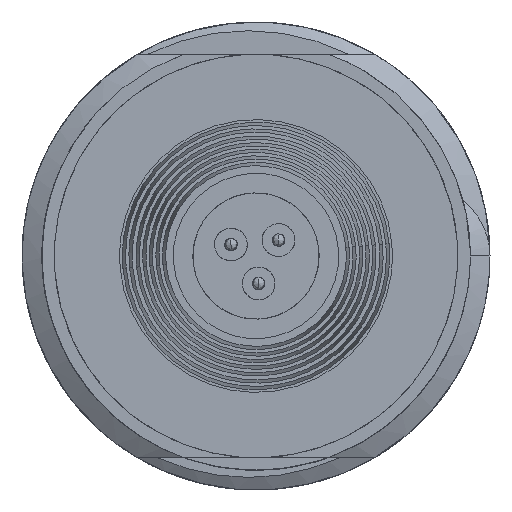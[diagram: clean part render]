
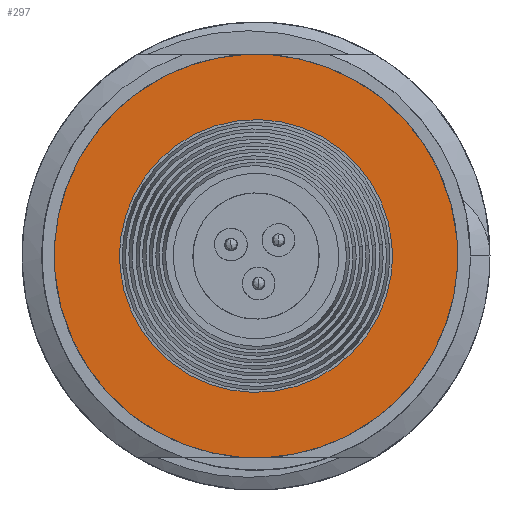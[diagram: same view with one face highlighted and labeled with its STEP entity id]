
A CAD part, front view. The second image highlights one B-rep face of the part: STEP entity #297.
In plain terms, the highlighted free-form (B-spline) face has degree [1, 1] with [2, 2] control points.
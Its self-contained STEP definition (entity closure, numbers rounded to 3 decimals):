
#115=CARTESIAN_POINT('',(-8.,67.8,0.));
#116=VERTEX_POINT('',#115);
#124=CARTESIAN_POINT('',(8.,67.8,0.));
#125=VERTEX_POINT('',#124);
#126=CARTESIAN_POINT('',(8.,67.8,0.));
#127=CARTESIAN_POINT('',(8.,67.8,-8.));
#128=CARTESIAN_POINT('',(0.,67.8,-8.));
#129=CARTESIAN_POINT('',(-8.,67.8,-8.));
#130=CARTESIAN_POINT('',(-8.,67.8,0.));
#131=(BOUNDED_CURVE()B_SPLINE_CURVE(2,(#126,#127,#128,#129,#130),.UNSPECIFIED.,.F.,.U.)B_SPLINE_CURVE_WITH_KNOTS((3,2,3),(0.,0.5,1.),.UNSPECIFIED.)CURVE()GEOMETRIC_REPRESENTATION_ITEM()RATIONAL_B_SPLINE_CURVE((1.,0.707,1.,0.707,1.))REPRESENTATION_ITEM(''));
#132=EDGE_CURVE('',#125,#116,#131,.T.);
#231=CARTESIAN_POINT('',(-8.,67.8,0.));
#232=CARTESIAN_POINT('',(-8.,67.8,8.));
#233=CARTESIAN_POINT('',(0.,67.8,8.));
#234=CARTESIAN_POINT('',(8.,67.8,8.));
#235=CARTESIAN_POINT('',(8.,67.8,0.));
#236=(BOUNDED_CURVE()B_SPLINE_CURVE(2,(#231,#232,#233,#234,#235),.UNSPECIFIED.,.F.,.U.)B_SPLINE_CURVE_WITH_KNOTS((3,2,3),(0.,0.5,1.),.UNSPECIFIED.)CURVE()GEOMETRIC_REPRESENTATION_ITEM()RATIONAL_B_SPLINE_CURVE((1.,0.707,1.,0.707,1.))REPRESENTATION_ITEM(''));
#237=EDGE_CURVE('',#116,#125,#236,.T.);
#242=CARTESIAN_POINT('',(-8.32,67.8,8.32));
#243=CARTESIAN_POINT('',(-8.32,67.8,-8.32));
#244=CARTESIAN_POINT('',(8.32,67.8,8.32));
#245=CARTESIAN_POINT('',(8.32,67.8,-8.32));
#246=B_SPLINE_SURFACE_WITH_KNOTS('',1,1,((#242,#243),(#244,#245)),.UNSPECIFIED.,.F.,.F.,.U.,(2,2),(2,2),(-8.32,8.32),(-8.32,8.32),.UNSPECIFIED.);
#247=ORIENTED_EDGE('',*,*,#237,.T.);
#248=ORIENTED_EDGE('',*,*,#132,.T.);
#249=EDGE_LOOP('',(#247,#248));
#250=FACE_OUTER_BOUND('',#249,.T.);
#251=CARTESIAN_POINT('',(5.41,67.8,0.));
#252=VERTEX_POINT('',#251);
#253=CARTESIAN_POINT('',(-5.41,67.8,0.));
#254=VERTEX_POINT('',#253);
#255=CARTESIAN_POINT('',(5.41,67.8,0.));
#256=CARTESIAN_POINT('',(5.409,67.8,-0.411));
#257=CARTESIAN_POINT('',(5.319,67.8,-1.211));
#258=CARTESIAN_POINT('',(4.915,67.8,-2.368));
#259=CARTESIAN_POINT('',(4.265,67.8,-3.401));
#260=CARTESIAN_POINT('',(3.401,67.8,-4.265));
#261=CARTESIAN_POINT('',(2.367,67.8,-4.915));
#262=CARTESIAN_POINT('',(1.214,67.8,-5.319));
#263=CARTESIAN_POINT('',(0.,67.8,-5.456));
#264=CARTESIAN_POINT('',(-1.214,67.8,-5.319));
#265=CARTESIAN_POINT('',(-2.367,67.8,-4.915));
#266=CARTESIAN_POINT('',(-3.401,67.8,-4.265));
#267=CARTESIAN_POINT('',(-4.265,67.8,-3.401));
#268=CARTESIAN_POINT('',(-4.915,67.8,-2.368));
#269=CARTESIAN_POINT('',(-5.319,67.8,-1.211));
#270=CARTESIAN_POINT('',(-5.409,67.8,-0.411));
#271=CARTESIAN_POINT('',(-5.41,67.8,0.));
#272=B_SPLINE_CURVE_WITH_KNOTS('',3,(#255,#256,#257,#258,#259,#260,#261,#262,#263,#264,#265,#266,#267,#268,#269,#270,#271),.UNSPECIFIED.,.F.,.U.,(4,1,1,1,1,1,1,1,1,1,1,1,1,1,4),(0.,0.071,0.143,0.214,0.286,0.357,0.429,0.5,0.571,0.643,0.714,0.786,0.857,0.929,1.),.UNSPECIFIED.);
#273=EDGE_CURVE('',#252,#254,#272,.T.);
#274=ORIENTED_EDGE('',*,*,#273,.F.);
#275=CARTESIAN_POINT('',(-5.41,67.8,0.));
#276=CARTESIAN_POINT('',(-5.409,67.8,0.411));
#277=CARTESIAN_POINT('',(-5.319,67.8,1.211));
#278=CARTESIAN_POINT('',(-4.915,67.8,2.368));
#279=CARTESIAN_POINT('',(-4.265,67.8,3.401));
#280=CARTESIAN_POINT('',(-3.401,67.8,4.265));
#281=CARTESIAN_POINT('',(-2.367,67.8,4.915));
#282=CARTESIAN_POINT('',(-1.214,67.8,5.319));
#283=CARTESIAN_POINT('',(0.,67.8,5.456));
#284=CARTESIAN_POINT('',(1.214,67.8,5.319));
#285=CARTESIAN_POINT('',(2.367,67.8,4.915));
#286=CARTESIAN_POINT('',(3.401,67.8,4.265));
#287=CARTESIAN_POINT('',(4.265,67.8,3.401));
#288=CARTESIAN_POINT('',(4.915,67.8,2.368));
#289=CARTESIAN_POINT('',(5.319,67.8,1.211));
#290=CARTESIAN_POINT('',(5.409,67.8,0.411));
#291=CARTESIAN_POINT('',(5.41,67.8,0.));
#292=B_SPLINE_CURVE_WITH_KNOTS('',3,(#275,#276,#277,#278,#279,#280,#281,#282,#283,#284,#285,#286,#287,#288,#289,#290,#291),.UNSPECIFIED.,.F.,.U.,(4,1,1,1,1,1,1,1,1,1,1,1,1,1,4),(0.,0.071,0.143,0.214,0.286,0.357,0.429,0.5,0.571,0.643,0.714,0.786,0.857,0.929,1.),.UNSPECIFIED.);
#293=EDGE_CURVE('',#254,#252,#292,.T.);
#294=ORIENTED_EDGE('',*,*,#293,.F.);
#295=EDGE_LOOP('',(#274,#294));
#296=FACE_BOUND('',#295,.T.);
#297=ADVANCED_FACE('',(#250,#296),#246,.T.);
